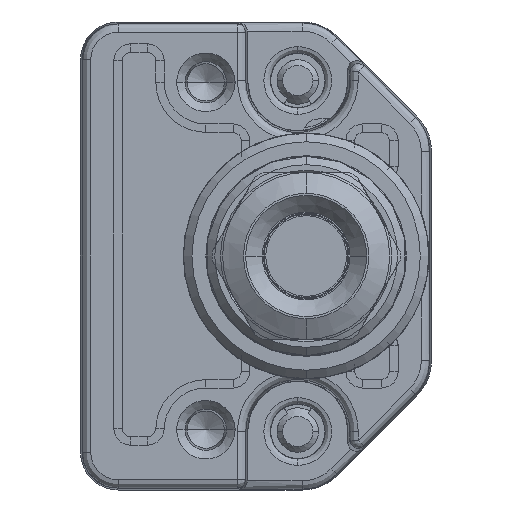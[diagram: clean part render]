
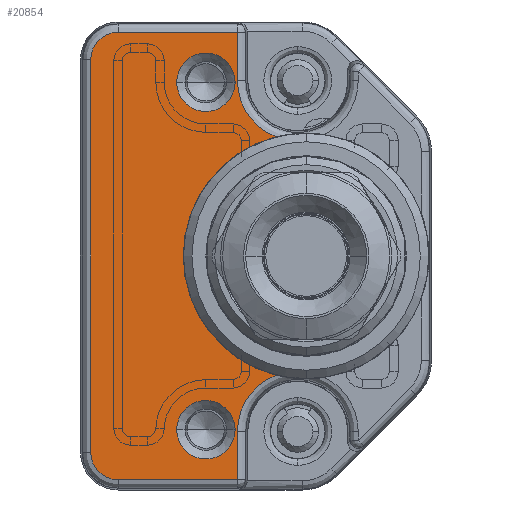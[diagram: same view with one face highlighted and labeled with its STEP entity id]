
A CAD part, left-side view. The second image highlights one B-rep face of the part: STEP entity #20854.
In plain terms, the highlighted planar face has unit normal (-1, 0, 0).
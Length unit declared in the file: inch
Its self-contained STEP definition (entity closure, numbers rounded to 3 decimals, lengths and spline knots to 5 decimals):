
#5952=DIRECTION('',(0.,0.,1.));
#5953=VECTOR('',#5952,0.11381);
#5954=CARTESIAN_POINT('',(-0.51181,0.45723,
-0.5272));
#5955=LINE('',#5954,#5953);
#5956=DIRECTION('',(0.,-1.,0.));
#5957=VECTOR('',#5956,0.28096);
#5958=CARTESIAN_POINT('',(-0.51181,0.73819,
-0.5272));
#5959=LINE('',#5958,#5957);
#5960=CARTESIAN_POINT('',(-0.51181,0.73819,
-0.4626));
#5961=DIRECTION('',(-1.,0.,0.));
#5962=DIRECTION('',(0.,1.,0.));
#5963=AXIS2_PLACEMENT_3D('',#5960,#5961,#5962);
#5965=DIRECTION('',(0.,0.,-1.));
#5966=VECTOR('',#5965,0.9252);
#5967=CARTESIAN_POINT('',(-0.51181,0.80279,
0.4626));
#5968=LINE('',#5967,#5966);
#5969=CARTESIAN_POINT('',(-0.51181,0.73819,
0.4626));
#5970=DIRECTION('',(-1.,0.,0.));
#5971=DIRECTION('',(0.,0.,1.));
#5972=AXIS2_PLACEMENT_3D('',#5969,#5970,#5971);
#5974=DIRECTION('',(0.,1.,0.));
#5975=VECTOR('',#5974,0.28096);
#5976=CARTESIAN_POINT('',(-0.51181,0.45723,
0.5272));
#5977=LINE('',#5976,#5975);
#5978=DIRECTION('',(0.,0.,1.));
#5979=VECTOR('',#5978,0.11381);
#5980=CARTESIAN_POINT('',(-0.51181,0.45723,
0.41339));
#5981=LINE('',#5980,#5979);
#5982=CARTESIAN_POINT('',(-0.51181,0.31496,
0.41339));
#5983=DIRECTION('',(1.,0.,0.));
#5984=DIRECTION('',(0.,0.359,-0.933));
#5985=AXIS2_PLACEMENT_3D('',#5982,#5983,#5984);
#5987=CARTESIAN_POINT('',(-0.51181,0.29528,0.));
#5988=DIRECTION('',(-1.,0.,0.));
#5989=DIRECTION('',(0.,0.244,0.97));
#5990=AXIS2_PLACEMENT_3D('',#5987,#5988,#5989);
#5992=CARTESIAN_POINT('',(-0.51181,0.31496,
-0.41339));
#5993=DIRECTION('',(1.,0.,0.));
#5994=DIRECTION('',(0.,1.,0.));
#5995=AXIS2_PLACEMENT_3D('',#5992,#5993,#5994);
#5997=CARTESIAN_POINT('',(-0.51181,0.5315,
-0.40915));
#5998=DIRECTION('',(1.,0.,0.));
#5999=DIRECTION('',(0.,-1.,0.));
#6000=AXIS2_PLACEMENT_3D('',#5997,#5998,#5999);
#6002=CARTESIAN_POINT('',(-0.51181,0.5315,
-0.40915));
#6003=DIRECTION('',(1.,0.,0.));
#6004=DIRECTION('',(0.,1.,0.));
#6005=AXIS2_PLACEMENT_3D('',#6002,#6003,#6004);
#6007=CARTESIAN_POINT('',(-0.51181,0.5315,
0.40915));
#6008=DIRECTION('',(1.,0.,0.));
#6009=DIRECTION('',(0.,-1.,0.));
#6010=AXIS2_PLACEMENT_3D('',#6007,#6008,#6009);
#6012=CARTESIAN_POINT('',(-0.51181,0.5315,
0.40915));
#6013=DIRECTION('',(1.,0.,0.));
#6014=DIRECTION('',(0.,1.,0.));
#6015=AXIS2_PLACEMENT_3D('',#6012,#6013,#6014);
#11336=CARTESIAN_POINT('',(-0.51181,0.80279,
-0.4626));
#11337=CARTESIAN_POINT('',(-0.51181,0.73819,
-0.5272));
#11338=VERTEX_POINT('',#11336);
#11339=VERTEX_POINT('',#11337);
#11344=CARTESIAN_POINT('',(-0.51181,0.80279,
0.4626));
#11345=VERTEX_POINT('',#11344);
#11348=CARTESIAN_POINT('',(-0.51181,0.73819,
0.5272));
#11349=VERTEX_POINT('',#11348);
#11376=CARTESIAN_POINT('',(-0.51181,0.45723,
-0.5272));
#11377=CARTESIAN_POINT('',(-0.51181,0.45723,
-0.41339));
#11378=VERTEX_POINT('',#11376);
#11379=VERTEX_POINT('',#11377);
#11401=CARTESIAN_POINT('',(-0.51181,0.366,
-0.28059));
#11402=VERTEX_POINT('',#11401);
#11417=CARTESIAN_POINT('',(-0.51181,0.45723,
0.41339));
#11418=CARTESIAN_POINT('',(-0.51181,0.45723,
0.5272));
#11419=VERTEX_POINT('',#11417);
#11420=VERTEX_POINT('',#11418);
#11441=CARTESIAN_POINT('',(-0.51181,0.366,
0.28059));
#11442=VERTEX_POINT('',#11441);
#11485=CARTESIAN_POINT('',(-0.51181,0.4626,
-0.40915));
#11486=CARTESIAN_POINT('',(-0.51181,0.60039,
-0.40915));
#11487=VERTEX_POINT('',#11485);
#11488=VERTEX_POINT('',#11486);
#11493=CARTESIAN_POINT('',(-0.51181,0.4626,
0.40915));
#11494=CARTESIAN_POINT('',(-0.51181,0.60039,
0.40915));
#11495=VERTEX_POINT('',#11493);
#11496=VERTEX_POINT('',#11494);
#20819=CARTESIAN_POINT('',(-0.51181,0.,0.));
#20820=DIRECTION('',(-1.,0.,0.));
#20821=DIRECTION('',(0.,0.,1.));
#20822=AXIS2_PLACEMENT_3D('',#20819,#20820,#20821);
#20823=PLANE('',#20822);
#20825=ORIENTED_EDGE('',*,*,#20824,.F.);
#20827=ORIENTED_EDGE('',*,*,#20826,.F.);
#20829=ORIENTED_EDGE('',*,*,#20828,.F.);
#20831=ORIENTED_EDGE('',*,*,#20830,.F.);
#20833=ORIENTED_EDGE('',*,*,#20832,.F.);
#20835=ORIENTED_EDGE('',*,*,#20834,.F.);
#20836=ORIENTED_EDGE('',*,*,#20810,.F.);
#20837=ORIENTED_EDGE('',*,*,#20768,.F.);
#20838=ORIENTED_EDGE('',*,*,#20682,.T.);
#20839=ORIENTED_EDGE('',*,*,#20667,.F.);
#20840=EDGE_LOOP('',(#20825,#20827,#20829,#20831,#20833,#20835,#20836,#20837,
#20838,#20839));
#20841=FACE_OUTER_BOUND('',#20840,.F.);
#20843=ORIENTED_EDGE('',*,*,#20842,.F.);
#20845=ORIENTED_EDGE('',*,*,#20844,.F.);
#20846=EDGE_LOOP('',(#20843,#20845));
#20847=FACE_BOUND('',#20846,.F.);
#20849=ORIENTED_EDGE('',*,*,#20848,.F.);
#20851=ORIENTED_EDGE('',*,*,#20850,.F.);
#20852=EDGE_LOOP('',(#20849,#20851));
#20853=FACE_BOUND('',#20852,.F.);
#20854=ADVANCED_FACE('',(#20841,#20847,#20853),#20823,.T.);
#5964=CIRCLE('',#5963,0.0646);
#5973=CIRCLE('',#5972,0.0646);
#5986=CIRCLE('',#5985,0.14227);
#5991=CIRCLE('',#5990,0.28937);
#5996=CIRCLE('',#5995,0.14227);
#6001=CIRCLE('',#6000,0.0689);
#6006=CIRCLE('',#6005,0.0689);
#6011=CIRCLE('',#6010,0.0689);
#6016=CIRCLE('',#6015,0.0689);
#20667=EDGE_CURVE('',#11379,#11402,#5996,.T.);
#20682=EDGE_CURVE('',#11442,#11402,#5991,.T.);
#20768=EDGE_CURVE('',#11442,#11419,#5986,.T.);
#20810=EDGE_CURVE('',#11419,#11420,#5981,.T.);
#20824=EDGE_CURVE('',#11378,#11379,#5955,.T.);
#20826=EDGE_CURVE('',#11339,#11378,#5959,.T.);
#20828=EDGE_CURVE('',#11338,#11339,#5964,.T.);
#20830=EDGE_CURVE('',#11345,#11338,#5968,.T.);
#20832=EDGE_CURVE('',#11349,#11345,#5973,.T.);
#20834=EDGE_CURVE('',#11420,#11349,#5977,.T.);
#20842=EDGE_CURVE('',#11487,#11488,#6001,.T.);
#20844=EDGE_CURVE('',#11488,#11487,#6006,.T.);
#20848=EDGE_CURVE('',#11495,#11496,#6011,.T.);
#20850=EDGE_CURVE('',#11496,#11495,#6016,.T.);
